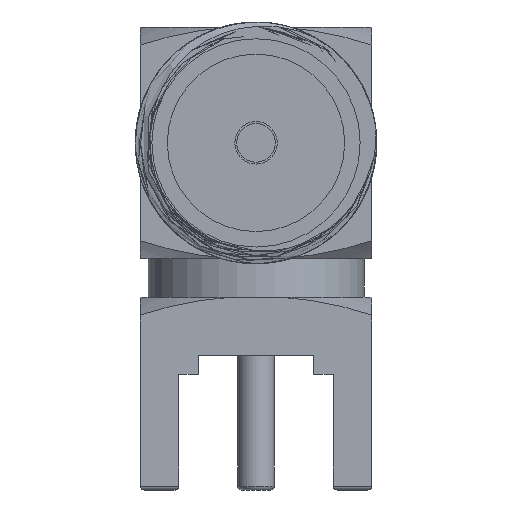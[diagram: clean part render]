
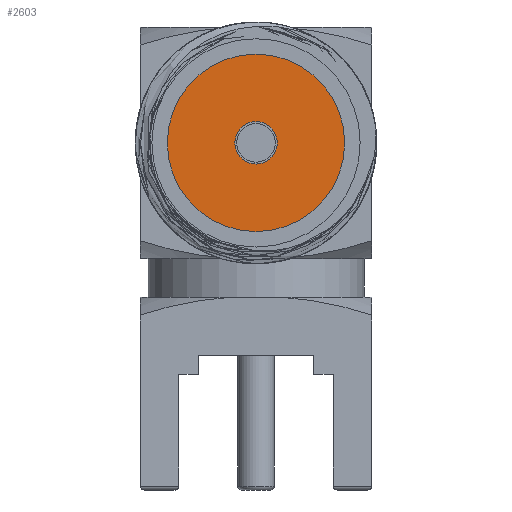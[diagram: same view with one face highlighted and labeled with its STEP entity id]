
A CAD part, front view. The second image highlights one B-rep face of the part: STEP entity #2603.
In plain terms, the highlighted planar face has unit normal (0, -1, 0).
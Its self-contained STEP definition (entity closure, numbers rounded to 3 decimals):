
#40=FACE_BOUND('',#374,.T.);
#87=PLANE('',#2827);
#236=FACE_OUTER_BOUND('',#373,.T.);
#373=EDGE_LOOP('',(#2386));
#374=EDGE_LOOP('',(#2387));
#444=CIRCLE('',#2821,0.55);
#447=CIRCLE('',#2828,2.3);
#1201=VERTEX_POINT('',#7089);
#1204=VERTEX_POINT('',#7101);
#1599=EDGE_CURVE('',#1201,#1201,#444,.T.);
#1603=EDGE_CURVE('',#1204,#1204,#447,.T.);
#2386=ORIENTED_EDGE('',*,*,#1603,.F.);
#2387=ORIENTED_EDGE('',*,*,#1599,.T.);
#2603=ADVANCED_FACE('',(#236,#40),#87,.T.);
#2821=AXIS2_PLACEMENT_3D('',#7091,#3392,#3393);
#2827=AXIS2_PLACEMENT_3D('',#7100,#3405,#3406);
#2828=AXIS2_PLACEMENT_3D('',#7102,#3407,#3408);
#3392=DIRECTION('center_axis',(0.,1.,0.));
#3393=DIRECTION('ref_axis',(1.,0.,0.));
#3405=DIRECTION('center_axis',(0.,-1.,0.));
#3406=DIRECTION('ref_axis',(1.,0.,0.));
#3407=DIRECTION('center_axis',(0.,1.,0.));
#3408=DIRECTION('ref_axis',(1.,0.,0.));
#7089=CARTESIAN_POINT('',(-0.55,-17.,5.5));
#7091=CARTESIAN_POINT('Origin',(0.,-17.,
5.5));
#7100=CARTESIAN_POINT('Origin',(0.,-17.,5.5));
#7101=CARTESIAN_POINT('',(-2.3,-17.,5.5));
#7102=CARTESIAN_POINT('Origin',(0.,-17.,5.5));
